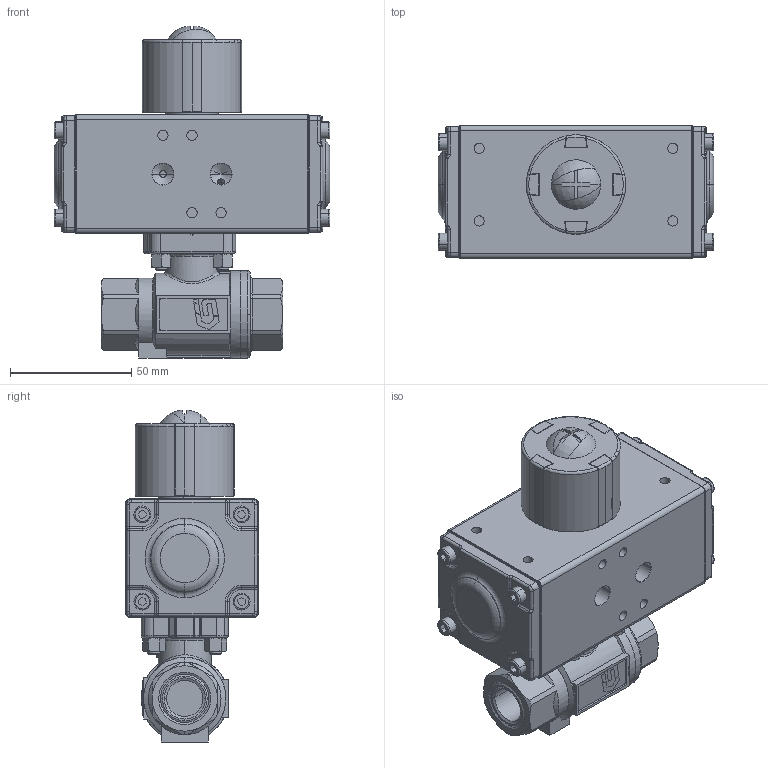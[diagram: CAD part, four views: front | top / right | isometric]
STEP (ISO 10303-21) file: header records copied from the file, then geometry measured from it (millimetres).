
FILE_DESCRIPTION(('HOOPS Exchange Step'),'2;1');
FILE_NAME('PK0200_DN10.stp','2025-04-02T11:49:45+02:00',('nieru'),('Unknown organisation'),'HOOPS Exchange 2024.2','HOOPS Exchange','Unknown authorisation');
FILE_SCHEMA( ('AP203_CONFIGURATION_CONTROLLED_3D_DESIGN_OF_MECHANICAL_PARTS_AND_ASSEMBLIES_MIM_LF') );
Length unit declared in the file: millimetre
Products named in the file (5): 0; root
Assembly tree (4 placements, depth 3):
  root
    0
      0
      0
      0
Bounding box: 114 x 55 x 137.15 mm (x, y, z)
Volume: 299513.2 mm3; surface area: 89143 mm2
Topology: 28 solids, 29 shells, 1279 faces, 3180 edges, 1984 vertices
Faces by surface type: plane 539, cylinder 381, cone 133, torus 114, bspline 64, sphere 48
Full cylindrical faces by diameter (mm): 4.11 x4, 4.5 x8, 5 x4
Entity records: 45390 total; most frequent: CARTESIAN_POINT 15594, ORIENTED_EDGE 6264, DIRECTION 5970, EDGE_CURVE 3132, AXIS2_PLACEMENT_3D 2229, VERTEX_POINT 1984, VECTOR 1512, LINE 1512
